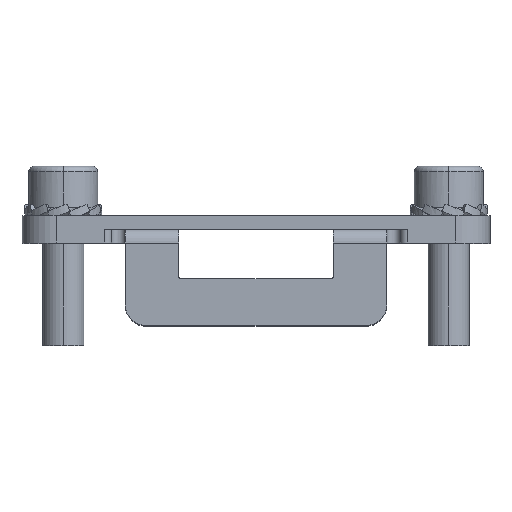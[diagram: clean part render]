
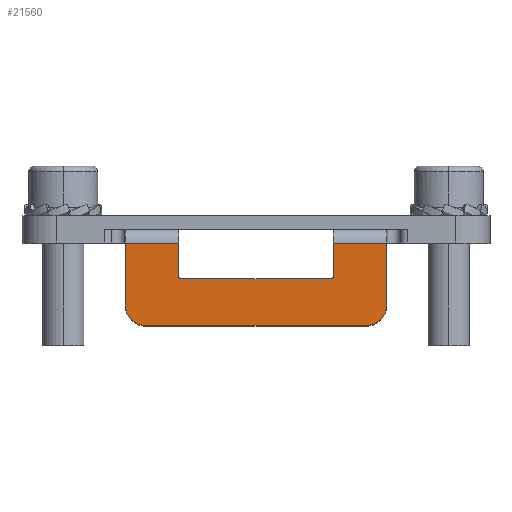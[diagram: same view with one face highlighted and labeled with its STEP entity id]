
A CAD part, top view. The second image highlights one B-rep face of the part: STEP entity #21560.
In plain terms, the highlighted planar face has unit normal (0, 0, 1).
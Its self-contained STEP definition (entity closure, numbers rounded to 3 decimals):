
#5641=DIRECTION('',(0.,1.,0.));
#5642=VECTOR('',#5641,4.9);
#5643=CARTESIAN_POINT('',(11.2,-6.9,26.5));
#5644=LINE('',#5643,#5642);
#5655=DIRECTION('',(1.,0.,0.));
#5656=VECTOR('',#5655,7.8);
#5657=CARTESIAN_POINT('',(11.2,-2.,26.5));
#5658=LINE('',#5657,#5656);
#5662=DIRECTION('',(0.,-1.,0.));
#5663=VECTOR('',#5662,9.);
#5664=CARTESIAN_POINT('',(19.,-2.,26.5));
#5665=LINE('',#5664,#5663);
#5776=DIRECTION('',(0.,1.,0.));
#5777=VECTOR('',#5776,9.);
#5778=CARTESIAN_POINT('',(-19.,-11.,26.5));
#5779=LINE('',#5778,#5777);
#5797=DIRECTION('',(1.,0.,0.));
#5798=VECTOR('',#5797,7.8);
#5799=CARTESIAN_POINT('',(-19.,-2.,26.5));
#5800=LINE('',#5799,#5798);
#5886=CARTESIAN_POINT('',(-10.9,-6.9,26.5));
#5887=DIRECTION('',(0.,0.,-1.));
#5888=DIRECTION('',(0.,-1.,0.));
#5889=AXIS2_PLACEMENT_3D('',#5886,#5887,#5888);
#5894=DIRECTION('',(-1.,0.,0.));
#5895=VECTOR('',#5894,21.8);
#5896=CARTESIAN_POINT('',(10.9,-7.2,26.5));
#5897=LINE('',#5896,#5895);
#5901=CARTESIAN_POINT('',(10.9,-6.9,26.5));
#5902=DIRECTION('',(0.,0.,-1.));
#5903=DIRECTION('',(1.,0.,0.));
#5904=AXIS2_PLACEMENT_3D('',#5901,#5902,#5903);
#5909=CARTESIAN_POINT('',(16.,-11.,26.5));
#5910=DIRECTION('',(0.,0.,1.));
#5911=DIRECTION('',(0.,-1.,0.));
#5912=AXIS2_PLACEMENT_3D('',#5909,#5910,#5911);
#5917=CARTESIAN_POINT('',(-16.,-11.,26.5));
#5918=DIRECTION('',(0.,0.,1.));
#5919=DIRECTION('',(-1.,0.,0.));
#5920=AXIS2_PLACEMENT_3D('',#5917,#5918,#5919);
#5925=DIRECTION('',(0.,1.,0.));
#5926=VECTOR('',#5925,4.9);
#5927=CARTESIAN_POINT('',(-11.2,-6.9,26.5));
#5928=LINE('',#5927,#5926);
#5967=DIRECTION('',(-1.,0.,0.));
#5968=VECTOR('',#5967,32.);
#5969=CARTESIAN_POINT('',(16.,-14.,26.5));
#5970=LINE('',#5969,#5968);
#17673=CARTESIAN_POINT('',(11.2,-2.,26.5));
#17674=CARTESIAN_POINT('',(19.,-2.,26.5));
#17675=VERTEX_POINT('',#17673);
#17676=VERTEX_POINT('',#17674);
#17683=CARTESIAN_POINT('',(11.2,-6.9,26.5));
#17684=CARTESIAN_POINT('',(10.9,-7.2,26.5));
#17685=VERTEX_POINT('',#17683);
#17686=VERTEX_POINT('',#17684);
#17721=CARTESIAN_POINT('',(-19.,-2.,26.5));
#17722=CARTESIAN_POINT('',(-11.2,-2.,26.5));
#17723=VERTEX_POINT('',#17721);
#17724=VERTEX_POINT('',#17722);
#17735=CARTESIAN_POINT('',(-19.,-11.,26.5));
#17736=VERTEX_POINT('',#17735);
#17742=CARTESIAN_POINT('',(-16.,-14.,26.5));
#17744=VERTEX_POINT('',#17742);
#17749=CARTESIAN_POINT('',(16.,-14.,26.5));
#17750=VERTEX_POINT('',#17749);
#17787=CARTESIAN_POINT('',(19.,-11.,26.5));
#17788=VERTEX_POINT('',#17787);
#17799=CARTESIAN_POINT('',(-10.9,-7.2,26.5));
#17800=CARTESIAN_POINT('',(-11.2,-6.9,26.5));
#17801=VERTEX_POINT('',#17799);
#17802=VERTEX_POINT('',#17800);
#21536=CARTESIAN_POINT('',(-34.,0.,26.5));
#21537=DIRECTION('',(0.,0.,1.));
#21538=DIRECTION('',(1.,0.,0.));
#21539=AXIS2_PLACEMENT_3D('',#21536,#21537,#21538);
#21540=PLANE('',#21539);
#21542=ORIENTED_EDGE('',*,*,#21541,.F.);
#21544=ORIENTED_EDGE('',*,*,#21543,.F.);
#21545=ORIENTED_EDGE('',*,*,#21527,.F.);
#21546=ORIENTED_EDGE('',*,*,#21278,.T.);
#21547=ORIENTED_EDGE('',*,*,#21297,.T.);
#21548=ORIENTED_EDGE('',*,*,#21316,.T.);
#21550=ORIENTED_EDGE('',*,*,#21549,.F.);
#21552=ORIENTED_EDGE('',*,*,#21551,.T.);
#21554=ORIENTED_EDGE('',*,*,#21553,.F.);
#21555=ORIENTED_EDGE('',*,*,#21453,.T.);
#21556=ORIENTED_EDGE('',*,*,#21472,.T.);
#21557=ORIENTED_EDGE('',*,*,#21490,.F.);
#21558=EDGE_LOOP('',(#21542,#21544,#21545,#21546,#21547,#21548,#21550,#21552,
#21554,#21555,#21556,#21557));
#21559=FACE_OUTER_BOUND('',#21558,.F.);
#21560=ADVANCED_FACE('',(#21559),#21540,.T.);
#5890=CIRCLE('',#5889,0.3);
#5905=CIRCLE('',#5904,0.3);
#5913=CIRCLE('',#5912,3.);
#5921=CIRCLE('',#5920,3.);
#21278=EDGE_CURVE('',#17685,#17675,#5644,.T.);
#21297=EDGE_CURVE('',#17675,#17676,#5658,.T.);
#21316=EDGE_CURVE('',#17676,#17788,#5665,.T.);
#21453=EDGE_CURVE('',#17736,#17723,#5779,.T.);
#21472=EDGE_CURVE('',#17723,#17724,#5800,.T.);
#21490=EDGE_CURVE('',#17802,#17724,#5928,.T.);
#21527=EDGE_CURVE('',#17685,#17686,#5905,.T.);
#21541=EDGE_CURVE('',#17801,#17802,#5890,.T.);
#21543=EDGE_CURVE('',#17686,#17801,#5897,.T.);
#21549=EDGE_CURVE('',#17750,#17788,#5913,.T.);
#21551=EDGE_CURVE('',#17750,#17744,#5970,.T.);
#21553=EDGE_CURVE('',#17736,#17744,#5921,.T.);
